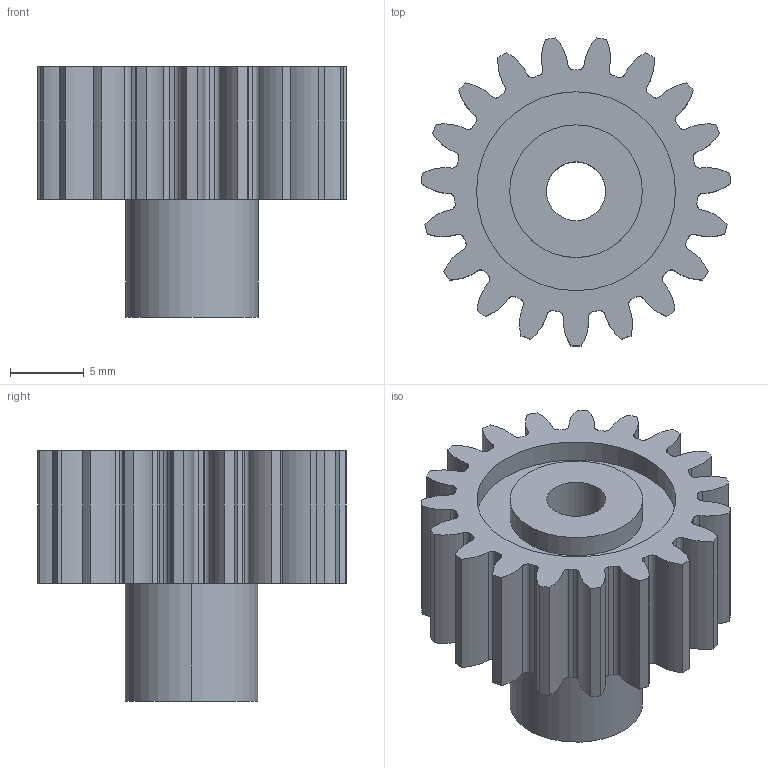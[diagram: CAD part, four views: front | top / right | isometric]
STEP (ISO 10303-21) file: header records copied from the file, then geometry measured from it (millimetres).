
FILE_DESCRIPTION (( 'STEP AP214' ), '1' );
FILE_NAME ('119-010-019.step', '2010-07-19T14:21:53', ( 'WMH Herion Antriebstechnik GmbH' ), ( 'WMH Herion Antriebstechnik GmbH' ), 'SwSTEP 2.0', 'SolidWorks 2010', '' );
FILE_SCHEMA (( 'AUTOMOTIVE_DESIGN' ));
Length unit declared in the file: millimetre
Products named in the file (1): 119-010-019
Bounding box: 20.97 x 20.91 x 17 mm (x, y, z)
Volume: 2559.5 mm3; surface area: 2247 mm2
Topology: 1 solids, 1 shells, 143 faces, 411 edges, 274 vertices
Faces by surface type: cylinder 137, plane 6
Entity records: 4897 total; most frequent: DIRECTION 973, CARTESIAN_POINT 829, ORIENTED_EDGE 822, AXIS2_PLACEMENT_3D 418, EDGE_CURVE 411, CIRCLE 274, VERTEX_POINT 274, EDGE_LOOP 149
